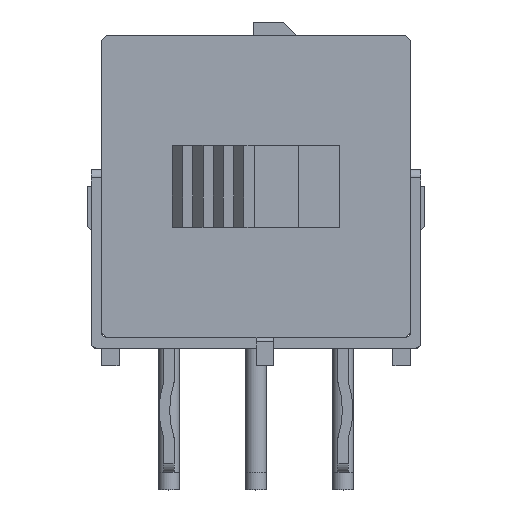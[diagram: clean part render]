
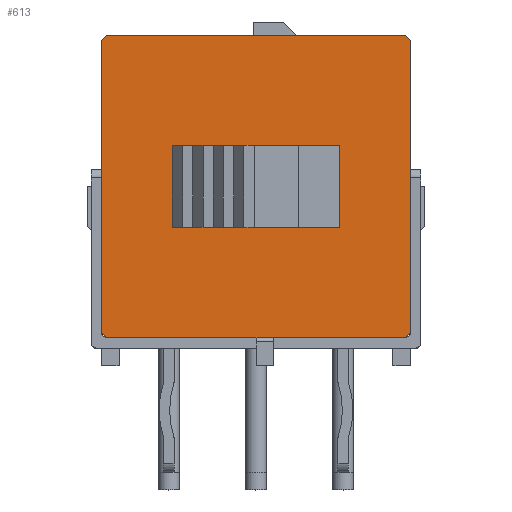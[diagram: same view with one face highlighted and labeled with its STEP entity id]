
A CAD part, top view. The second image highlights one B-rep face of the part: STEP entity #613.
In plain terms, the highlighted planar face has unit normal (0, 0, 1).
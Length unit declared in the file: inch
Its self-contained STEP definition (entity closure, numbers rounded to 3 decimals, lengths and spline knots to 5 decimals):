
#613 = ADVANCED_FACE( '', ( #1240, #1241 ), #1242, .T. );
#1240 = FACE_BOUND( '', #1912, .T. );
#1241 = FACE_OUTER_BOUND( '', #1913, .T. );
#1242 = PLANE( '', #1914 );
#1912 = EDGE_LOOP( '', ( #3408, #3409, #3410, #3411 ) );
#1913 = EDGE_LOOP( '', ( #3412, #3413, #3414, #3415, #3416, #3417, #3418, #3419 ) );
#1914 = AXIS2_PLACEMENT_3D( '', #3420, #3421, #3422 );
#3408 = ORIENTED_EDGE( '', *, *, #4647, .F. );
#3409 = ORIENTED_EDGE( '', *, *, #4607, .F. );
#3410 = ORIENTED_EDGE( '', *, *, #4648, .F. );
#3411 = ORIENTED_EDGE( '', *, *, #4649, .F. );
#3412 = ORIENTED_EDGE( '', *, *, #4159, .T. );
#3413 = ORIENTED_EDGE( '', *, *, #4072, .T. );
#3414 = ORIENTED_EDGE( '', *, *, #4363, .T. );
#3415 = ORIENTED_EDGE( '', *, *, #4415, .T. );
#3416 = ORIENTED_EDGE( '', *, *, #4438, .T. );
#3417 = ORIENTED_EDGE( '', *, *, #4650, .T. );
#3418 = ORIENTED_EDGE( '', *, *, #4651, .T. );
#3419 = ORIENTED_EDGE( '', *, *, #4220, .T. );
#3420 = CARTESIAN_POINT( '', ( 0., 0., 0.1635 ) );
#3421 = DIRECTION( '', ( 0., 0., 1. ) );
#3422 = DIRECTION( '', ( 1., 0., 0. ) );
#4072 = EDGE_CURVE( '', #4847, #4845, #4848, .T. );
#4159 = EDGE_CURVE( '', #5001, #4847, #5002, .T. );
#4220 = EDGE_CURVE( '', #5112, #5001, #5113, .T. );
#4363 = EDGE_CURVE( '', #4845, #5335, #5337, .T. );
#4415 = EDGE_CURVE( '', #5335, #5414, #5416, .T. );
#4438 = EDGE_CURVE( '', #5414, #5445, #5447, .T. );
#4607 = EDGE_CURVE( '', #5682, #5683, #5684, .T. );
#4647 = EDGE_CURVE( '', #5683, #5734, #5735, .T. );
#4648 = EDGE_CURVE( '', #5736, #5682, #5737, .T. );
#4649 = EDGE_CURVE( '', #5734, #5736, #5738, .T. );
#4650 = EDGE_CURVE( '', #5445, #5739, #5740, .T. );
#4651 = EDGE_CURVE( '', #5739, #5112, #5741, .T. );
#4845 = VERTEX_POINT( '', #5977 );
#4847 = VERTEX_POINT( '', #5980 );
#4848 = LINE( '', #5981, #5982 );
#5001 = VERTEX_POINT( '', #6190 );
#5002 = LINE( '', #6191, #6192 );
#5112 = VERTEX_POINT( '', #6345 );
#5113 = LINE( '', #6346, #6347 );
#5335 = VERTEX_POINT( '', #6663 );
#5337 = LINE( '', #6666, #6667 );
#5414 = VERTEX_POINT( '', #6778 );
#5416 = LINE( '', #6781, #6782 );
#5445 = VERTEX_POINT( '', #6821 );
#5447 = LINE( '', #6824, #6825 );
#5682 = VERTEX_POINT( '', #7158 );
#5683 = VERTEX_POINT( '', #7159 );
#5684 = LINE( '', #7160, #7161 );
#5734 = VERTEX_POINT( '', #7231 );
#5735 = LINE( '', #7232, #7233 );
#5736 = VERTEX_POINT( '', #7234 );
#5737 = LINE( '', #7235, #7236 );
#5738 = LINE( '', #7237, #7238 );
#5739 = VERTEX_POINT( '', #7239 );
#5740 = LINE( '', #7240, #7241 );
#5741 = LINE( '', #7242, #7243 );
#5977 = CARTESIAN_POINT( '', ( -0.171, -0.173, 0.1635 ) );
#5980 = CARTESIAN_POINT( '', ( -0.177, -0.167, 0.1635 ) );
#5981 = CARTESIAN_POINT( '', ( -0.177, -0.167, 0.1635 ) );
#5982 = VECTOR( '', #7461, 39.37008 );
#6190 = CARTESIAN_POINT( '', ( -0.177, 0.167, 0.1635 ) );
#6191 = CARTESIAN_POINT( '', ( -0.177, 0.167, 0.1635 ) );
#6192 = VECTOR( '', #7568, 39.37008 );
#6345 = CARTESIAN_POINT( '', ( -0.171, 0.173, 0.1635 ) );
#6346 = CARTESIAN_POINT( '', ( -0.171, 0.173, 0.1635 ) );
#6347 = VECTOR( '', #7642, 39.37008 );
#6663 = CARTESIAN_POINT( '', ( 0.171, -0.173, 0.1635 ) );
#6666 = CARTESIAN_POINT( '', ( -0.171, -0.173, 0.1635 ) );
#6667 = VECTOR( '', #7780, 39.37008 );
#6778 = CARTESIAN_POINT( '', ( 0.177, -0.167, 0.1635 ) );
#6781 = CARTESIAN_POINT( '', ( 0.171, -0.173, 0.1635 ) );
#6782 = VECTOR( '', #7828, 39.37008 );
#6821 = CARTESIAN_POINT( '', ( 0.177, 0.167, 0.1635 ) );
#6824 = CARTESIAN_POINT( '', ( 0.177, -0.167, 0.1635 ) );
#6825 = VECTOR( '', #7849, 39.37008 );
#7158 = CARTESIAN_POINT( '', ( 0.096, -0.047, 0.1635 ) );
#7159 = CARTESIAN_POINT( '', ( 0.096, 0.047, 0.1635 ) );
#7160 = CARTESIAN_POINT( '', ( 0.096, -0.047, 0.1635 ) );
#7161 = VECTOR( '', #8020, 39.37008 );
#7231 = CARTESIAN_POINT( '', ( -0.096, 0.047, 0.1635 ) );
#7232 = CARTESIAN_POINT( '', ( 0.096, 0.047, 0.1635 ) );
#7233 = VECTOR( '', #8059, 39.37008 );
#7234 = CARTESIAN_POINT( '', ( -0.096, -0.047, 0.1635 ) );
#7235 = CARTESIAN_POINT( '', ( -0.096, -0.047, 0.1635 ) );
#7236 = VECTOR( '', #8060, 39.37008 );
#7237 = CARTESIAN_POINT( '', ( -0.096, 0.047, 0.1635 ) );
#7238 = VECTOR( '', #8061, 39.37008 );
#7239 = CARTESIAN_POINT( '', ( 0.171, 0.173, 0.1635 ) );
#7240 = CARTESIAN_POINT( '', ( 0.177, 0.167, 0.1635 ) );
#7241 = VECTOR( '', #8062, 39.37008 );
#7242 = CARTESIAN_POINT( '', ( 0.171, 0.173, 0.1635 ) );
#7243 = VECTOR( '', #8063, 39.37008 );
#7461 = DIRECTION( '', ( 0.707, -0.707, 0. ) );
#7568 = DIRECTION( '', ( 0., -1., 0. ) );
#7642 = DIRECTION( '', ( -0.707, -0.707, 0. ) );
#7780 = DIRECTION( '', ( 1., 0., 0. ) );
#7828 = DIRECTION( '', ( 0.707, 0.707, 0. ) );
#7849 = DIRECTION( '', ( 0., 1., 0. ) );
#8020 = DIRECTION( '', ( 0., 1., 0. ) );
#8059 = DIRECTION( '', ( -1., 0., 0. ) );
#8060 = DIRECTION( '', ( 1., 0., 0. ) );
#8061 = DIRECTION( '', ( 0., -1., 0. ) );
#8062 = DIRECTION( '', ( -0.707, 0.707, 0. ) );
#8063 = DIRECTION( '', ( -1., 0., 0. ) );
